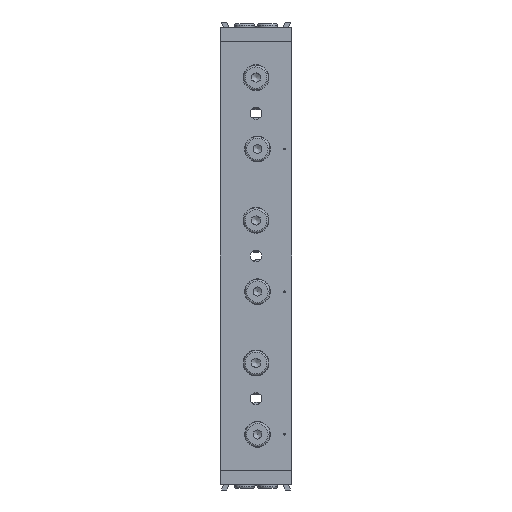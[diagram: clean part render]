
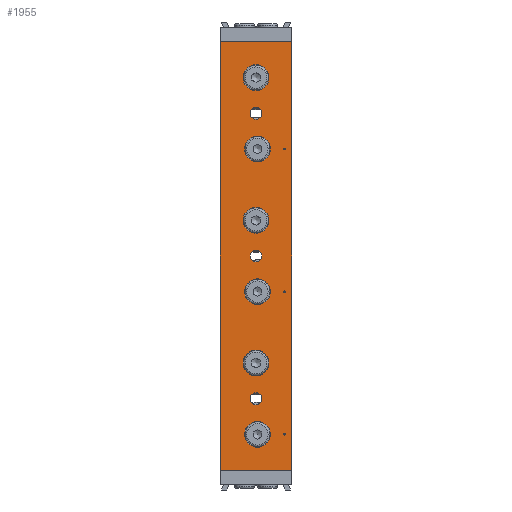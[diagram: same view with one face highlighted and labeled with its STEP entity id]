
A CAD part, left-side view. The second image highlights one B-rep face of the part: STEP entity #1955.
In plain terms, the highlighted planar face has unit normal (-1, 0, 0).
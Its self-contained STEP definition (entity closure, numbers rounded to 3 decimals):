
#230=CARTESIAN_POINT('',(0.0,12.5,142.0));
#231=VERTEX_POINT('',#230);
#232=CARTESIAN_POINT('',(0.0,12.5,137.5));
#233=DIRECTION('',(1.0,0.0,0.0));
#234=DIRECTION('',(0.0,0.0,1.0));
#235=AXIS2_PLACEMENT_3D('',#232,#233,#234);
#236=CIRCLE('',#235,4.5);
#237=EDGE_CURVE('',#231,#231,#236,.T.);
#401=CARTESIAN_POINT('',(0.0,12.5,92.0));
#402=VERTEX_POINT('',#401);
#403=CARTESIAN_POINT('',(0.0,12.5,87.5));
#404=DIRECTION('',(1.0,0.0,0.0));
#405=DIRECTION('',(0.0,0.0,1.0));
#406=AXIS2_PLACEMENT_3D('',#403,#404,#405);
#407=CIRCLE('',#406,4.5);
#408=EDGE_CURVE('',#402,#402,#407,.T.);
#982=CARTESIAN_POINT('',(0.0,12.5,42.0));
#983=VERTEX_POINT('',#982);
#984=CARTESIAN_POINT('',(0.0,12.5,37.5));
#985=DIRECTION('',(1.0,0.0,0.0));
#986=DIRECTION('',(0.0,0.0,1.0));
#987=AXIS2_PLACEMENT_3D('',#984,#985,#986);
#988=CIRCLE('',#987,4.5);
#989=EDGE_CURVE('',#983,#983,#988,.T.);
#1056=CARTESIAN_POINT('',(0.0,12.5,127.067));
#1057=VERTEX_POINT('',#1056);
#1058=CARTESIAN_POINT('',(0.0,12.5,125.0));
#1059=DIRECTION('',(1.0,0.0,0.0));
#1060=DIRECTION('',(0.0,0.0,1.0));
#1061=AXIS2_PLACEMENT_3D('',#1058,#1059,#1060);
#1062=CIRCLE('',#1061,2.067);
#1063=EDGE_CURVE('',#1057,#1057,#1062,.T.);
#1105=CARTESIAN_POINT('',(0.0,12.5,77.067));
#1106=VERTEX_POINT('',#1105);
#1107=CARTESIAN_POINT('',(0.0,12.5,75.0));
#1108=DIRECTION('',(1.0,0.0,0.0));
#1109=DIRECTION('',(0.0,0.0,1.0));
#1110=AXIS2_PLACEMENT_3D('',#1107,#1108,#1109);
#1111=CIRCLE('',#1110,2.067);
#1112=EDGE_CURVE('',#1106,#1106,#1111,.T.);
#1154=CARTESIAN_POINT('',(0.0,12.5,27.067));
#1155=VERTEX_POINT('',#1154);
#1156=CARTESIAN_POINT('',(0.0,12.5,25.0));
#1157=DIRECTION('',(1.0,0.0,0.0));
#1158=DIRECTION('',(0.0,0.0,1.0));
#1159=AXIS2_PLACEMENT_3D('',#1156,#1157,#1158);
#1160=CIRCLE('',#1159,2.067);
#1161=EDGE_CURVE('',#1155,#1155,#1160,.T.);
#1241=CARTESIAN_POINT('',(0.0,2.5,112.75));
#1242=VERTEX_POINT('',#1241);
#1243=CARTESIAN_POINT('',(0.0,2.5,112.5));
#1244=DIRECTION('',(1.0,0.0,0.0));
#1245=DIRECTION('',(0.0,0.0,1.0));
#1246=AXIS2_PLACEMENT_3D('',#1243,#1244,#1245);
#1247=CIRCLE('',#1246,0.25);
#1248=EDGE_CURVE('',#1242,#1242,#1247,.T.);
#1379=CARTESIAN_POINT('',(0.0,12.,117.0));
#1380=VERTEX_POINT('',#1379);
#1381=CARTESIAN_POINT('',(0.0,12.,112.5));
#1382=DIRECTION('',(1.0,0.0,0.0));
#1383=DIRECTION('',(0.0,0.0,1.0));
#1384=AXIS2_PLACEMENT_3D('',#1381,#1382,#1383);
#1385=CIRCLE('',#1384,4.5);
#1386=EDGE_CURVE('',#1380,#1380,#1385,.T.);
#1491=CARTESIAN_POINT('',(0.0,2.5,62.75));
#1492=VERTEX_POINT('',#1491);
#1493=CARTESIAN_POINT('',(0.0,2.5,62.5));
#1494=DIRECTION('',(1.0,0.0,0.0));
#1495=DIRECTION('',(0.0,0.0,1.0));
#1496=AXIS2_PLACEMENT_3D('',#1493,#1494,#1495);
#1497=CIRCLE('',#1496,0.25);
#1498=EDGE_CURVE('',#1492,#1492,#1497,.T.);
#1629=CARTESIAN_POINT('',(0.0,12.,67.0));
#1630=VERTEX_POINT('',#1629);
#1631=CARTESIAN_POINT('',(0.0,12.,62.5));
#1632=DIRECTION('',(1.0,0.0,0.0));
#1633=DIRECTION('',(0.0,0.0,1.0));
#1634=AXIS2_PLACEMENT_3D('',#1631,#1632,#1633);
#1635=CIRCLE('',#1634,4.5);
#1636=EDGE_CURVE('',#1630,#1630,#1635,.T.);
#1763=CARTESIAN_POINT('',(0.0,2.5,12.75));
#1764=VERTEX_POINT('',#1763);
#1765=CARTESIAN_POINT('',(0.0,2.5,12.5));
#1766=DIRECTION('',(1.0,0.0,0.0));
#1767=DIRECTION('',(0.0,0.0,1.0));
#1768=AXIS2_PLACEMENT_3D('',#1765,#1766,#1767);
#1769=CIRCLE('',#1768,0.25);
#1770=EDGE_CURVE('',#1764,#1764,#1769,.T.);
#1832=CARTESIAN_POINT('',(0.0,12.,17.0));
#1833=VERTEX_POINT('',#1832);
#1834=CARTESIAN_POINT('',(0.0,12.,12.5));
#1835=DIRECTION('',(1.0,0.0,0.0));
#1836=DIRECTION('',(0.0,0.0,1.0));
#1837=AXIS2_PLACEMENT_3D('',#1834,#1835,#1836);
#1838=CIRCLE('',#1837,4.5);
#1839=EDGE_CURVE('',#1833,#1833,#1838,.T.);
#1880=CARTESIAN_POINT('',(0.0,0.0,0.0));
#1881=DIRECTION('',(-1.0,0.0,0.0));
#1882=DIRECTION('',(0.0,0.0,1.0));
#1883=AXIS2_PLACEMENT_3D('',#1880,#1881,#1882);
#1884=PLANE('',#1883);
#1885=CARTESIAN_POINT('',(0.0,0.0,150.0));
#1886=VERTEX_POINT('',#1885);
#1887=CARTESIAN_POINT('',(0.0,25.0,150.0));
#1888=VERTEX_POINT('',#1887);
#1889=CARTESIAN_POINT('',(0.0,0.0,150.0));
#1890=DIRECTION('',(0.0,1.0,0.0));
#1891=VECTOR('',#1890,25.0);
#1892=LINE('',#1889,#1891);
#1893=EDGE_CURVE('',#1886,#1888,#1892,.T.);
#1894=ORIENTED_EDGE('',*,*,#1893,.T.);
#1895=CARTESIAN_POINT('',(0.0,25.0,0.0));
#1896=VERTEX_POINT('',#1895);
#1897=CARTESIAN_POINT('',(0.0,25.0,0.0));
#1898=DIRECTION('',(0.0,0.0,1.0));
#1899=VECTOR('',#1898,150.0);
#1900=LINE('',#1897,#1899);
#1901=EDGE_CURVE('',#1896,#1888,#1900,.T.);
#1902=ORIENTED_EDGE('',*,*,#1901,.F.);
#1903=CARTESIAN_POINT('',(0.0,0.0,0.0));
#1904=VERTEX_POINT('',#1903);
#1905=CARTESIAN_POINT('',(0.0,25.0,0.0));
#1906=DIRECTION('',(0.0,-1.0,0.0));
#1907=VECTOR('',#1906,25.0);
#1908=LINE('',#1905,#1907);
#1909=EDGE_CURVE('',#1896,#1904,#1908,.T.);
#1910=ORIENTED_EDGE('',*,*,#1909,.T.);
#1911=CARTESIAN_POINT('',(0.0,0.0,0.0));
#1912=DIRECTION('',(0.0,0.0,1.0));
#1913=VECTOR('',#1912,150.0);
#1914=LINE('',#1911,#1913);
#1915=EDGE_CURVE('',#1904,#1886,#1914,.T.);
#1916=ORIENTED_EDGE('',*,*,#1915,.T.);
#1917=EDGE_LOOP('',(#1894,#1902,#1910,#1916));
#1918=FACE_OUTER_BOUND('',#1917,.T.);
#1919=ORIENTED_EDGE('',*,*,#237,.T.);
#1920=EDGE_LOOP('',(#1919));
#1921=FACE_BOUND('',#1920,.T.);
#1922=ORIENTED_EDGE('',*,*,#408,.T.);
#1923=EDGE_LOOP('',(#1922));
#1924=FACE_BOUND('',#1923,.T.);
#1925=ORIENTED_EDGE('',*,*,#989,.T.);
#1926=EDGE_LOOP('',(#1925));
#1927=FACE_BOUND('',#1926,.T.);
#1928=ORIENTED_EDGE('',*,*,#1063,.T.);
#1929=EDGE_LOOP('',(#1928));
#1930=FACE_BOUND('',#1929,.T.);
#1931=ORIENTED_EDGE('',*,*,#1112,.T.);
#1932=EDGE_LOOP('',(#1931));
#1933=FACE_BOUND('',#1932,.T.);
#1934=ORIENTED_EDGE('',*,*,#1161,.T.);
#1935=EDGE_LOOP('',(#1934));
#1936=FACE_BOUND('',#1935,.T.);
#1937=ORIENTED_EDGE('',*,*,#1248,.T.);
#1938=EDGE_LOOP('',(#1937));
#1939=FACE_BOUND('',#1938,.T.);
#1940=ORIENTED_EDGE('',*,*,#1386,.T.);
#1941=EDGE_LOOP('',(#1940));
#1942=FACE_BOUND('',#1941,.T.);
#1943=ORIENTED_EDGE('',*,*,#1498,.T.);
#1944=EDGE_LOOP('',(#1943));
#1945=FACE_BOUND('',#1944,.T.);
#1946=ORIENTED_EDGE('',*,*,#1636,.T.);
#1947=EDGE_LOOP('',(#1946));
#1948=FACE_BOUND('',#1947,.T.);
#1949=ORIENTED_EDGE('',*,*,#1770,.T.);
#1950=EDGE_LOOP('',(#1949));
#1951=FACE_BOUND('',#1950,.T.);
#1952=ORIENTED_EDGE('',*,*,#1839,.T.);
#1953=EDGE_LOOP('',(#1952));
#1954=FACE_BOUND('',#1953,.T.);
#1955=ADVANCED_FACE('',(#1918,#1921,#1924,#1927,#1930,#1933,#1936,#1939,#1942,#1945,#1948,#1951,#1954),#1884,.T.);
